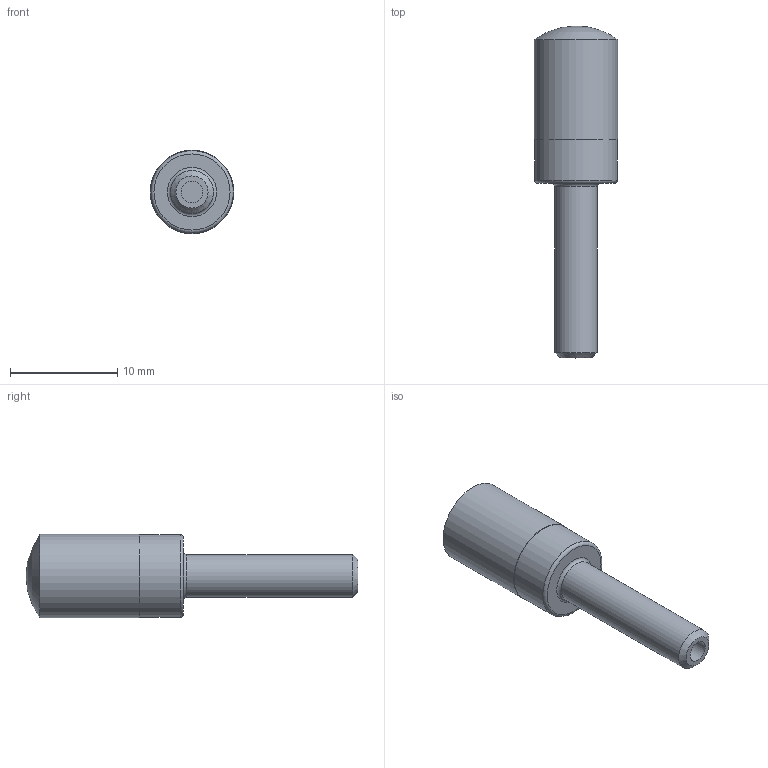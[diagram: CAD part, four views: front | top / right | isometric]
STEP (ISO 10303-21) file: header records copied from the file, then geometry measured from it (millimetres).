
FILE_DESCRIPTION(/* description */ ('STEP AP214'),/* implementation_level */ '2;1');
FILE_NAME(/* name */ '165006_UC-QS-4H',/* time_stamp */ '2024-09-15T16:21:29+02:00',/* author */ ('License CC BY-ND 4.0'),/* organization */ ('CADENAS'),/* preprocessor_version */ 'ST-DEVELOPER v19.3',/* originating_system */ 'PARTsolutions',/* authorisation */ ' ');
FILE_SCHEMA (('AUTOMOTIVE_DESIGN {1 0 10303 214 3 1 1}'));
Length unit declared in the file: millimetre
Products named in the file (1): 165006 UC-QS-4H
Bounding box: 7.8 x 31 x 7.8 mm (x, y, z)
Volume: 794.2 mm3; surface area: 777.9 mm2
Topology: 1 solids, 1 shells, 12 faces, 21 edges, 13 vertices
Faces by surface type: cylinder 4, plane 4, torus 2, sphere 1, cone 1
Full cylindrical faces by diameter (mm): 2 x1, 4 x1, 7.7 x1, 7.8 x1
Entity records: 342 total; most frequent: DIRECTION 48, CARTESIAN_POINT 35, AXIS2_PLACEMENT_3D 24, ORIENTED_EDGE 22, EDGE_LOOP 22, FACE_BOUND 22, STYLED_ITEM 12, PRESENTATION_STYLE_ASSIGNMENT 12
